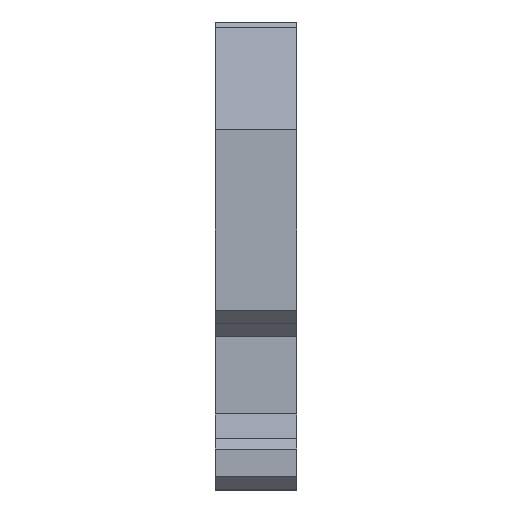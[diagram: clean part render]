
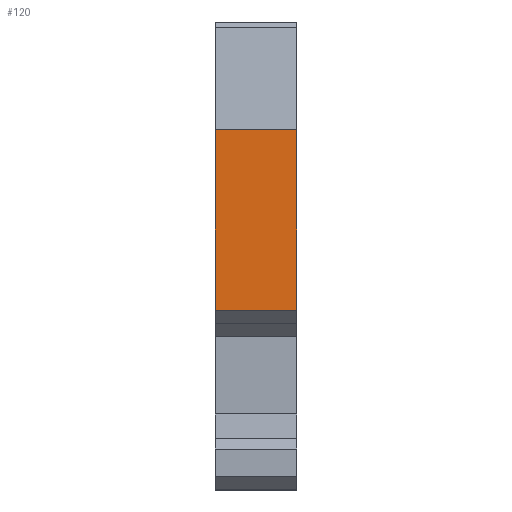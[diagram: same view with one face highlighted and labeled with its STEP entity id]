
A CAD part, left-side view. The second image highlights one B-rep face of the part: STEP entity #120.
In plain terms, the highlighted free-form (B-spline) face has degree [1, 1] with [2, 2] control points.
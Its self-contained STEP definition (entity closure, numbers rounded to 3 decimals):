
#20=CARTESIAN_POINT('',(172.,-2.755,17.861));
#21=CARTESIAN_POINT('',(172.,3.445,17.861));
#22=CARTESIAN_POINT('',(172.,-2.755,-7.025));
#23=CARTESIAN_POINT('',(172.,3.445,-7.025));
#24=B_SPLINE_SURFACE_WITH_KNOTS('',1,1,((#20,#21),(#22,#23)),.PLANE_SURF.,.F.,.F.,.U.,(2,2),(2,2),(-0.724,1.),(0.,1.),.UNSPECIFIED.);
#25=CARTESIAN_POINT('',(172.,-2.755,-7.025));
#26=VERTEX_POINT('',#25);
#27=CARTESIAN_POINT('',(172.,3.445,-7.025));
#28=VERTEX_POINT('',#27);
#29=CARTESIAN_POINT('',(172.,-2.755,-7.025));
#30=CARTESIAN_POINT('',(172.,3.445,-7.025));
#31=B_SPLINE_CURVE_WITH_KNOTS('',1,(#29,#30),.POLYLINE_FORM.,.F.,.U.,(2,2),(0.,1.),.UNSPECIFIED.);
#32=EDGE_CURVE('',#26,#28,#31,.T.);
#33=ORIENTED_EDGE('',*,*,#32,.T.);
#34=CARTESIAN_POINT('',(172.,3.445,6.625));
#35=VERTEX_POINT('',#34);
#36=CARTESIAN_POINT('',(172.,3.445,6.625));
#37=CARTESIAN_POINT('',(172.,3.445,-7.025));
#38=B_SPLINE_CURVE_WITH_KNOTS('',1,(#36,#37),.POLYLINE_FORM.,.F.,.U.,(2,2),(0.055,1.),.UNSPECIFIED.);
#39=EDGE_CURVE('',#35,#28,#38,.T.);
#40=ORIENTED_EDGE('',*,*,#39,.F.);
#41=CARTESIAN_POINT('',(172.,-2.755,6.625));
#42=VERTEX_POINT('',#41);
#43=CARTESIAN_POINT('',(172.,3.445,6.625));
#44=CARTESIAN_POINT('',(172.,-2.755,6.625));
#45=B_SPLINE_CURVE_WITH_KNOTS('',1,(#43,#44),.POLYLINE_FORM.,.F.,.U.,(2,2),(0.295,0.385),.UNSPECIFIED.);
#46=EDGE_CURVE('',#35,#42,#45,.T.);
#47=ORIENTED_EDGE('',*,*,#46,.T.);
#48=CARTESIAN_POINT('',(172.,-2.755,6.625));
#49=CARTESIAN_POINT('',(172.,-2.755,4.42));
#50=CARTESIAN_POINT('',(172.,-2.755,2.214));
#51=CARTESIAN_POINT('',(172.,-2.755,2.214));
#52=CARTESIAN_POINT('',(172.,-2.755,2.214));
#53=CARTESIAN_POINT('',(172.,-2.755,1.74));
#54=CARTESIAN_POINT('',(172.,-2.755,1.267));
#55=CARTESIAN_POINT('',(172.,-2.755,1.266));
#56=CARTESIAN_POINT('',(172.,-2.755,1.266));
#57=CARTESIAN_POINT('',(172.,-2.755,1.232));
#58=CARTESIAN_POINT('',(172.,-2.755,1.199));
#59=CARTESIAN_POINT('',(172.,-2.755,1.198));
#60=CARTESIAN_POINT('',(172.,-2.755,1.198));
#61=CARTESIAN_POINT('',(172.,-2.755,0.732));
#62=CARTESIAN_POINT('',(172.,-2.755,0.267));
#63=CARTESIAN_POINT('',(172.,-2.755,0.266));
#64=CARTESIAN_POINT('',(172.,-2.755,0.266));
#65=CARTESIAN_POINT('',(172.,-2.755,0.232));
#66=CARTESIAN_POINT('',(172.,-2.755,0.199));
#67=CARTESIAN_POINT('',(172.,-2.755,0.198));
#68=CARTESIAN_POINT('',(172.,-2.755,0.198));
#69=CARTESIAN_POINT('',(172.,-2.755,-0.268));
#70=CARTESIAN_POINT('',(172.,-2.755,-0.733));
#71=CARTESIAN_POINT('',(172.,-2.755,-0.734));
#72=CARTESIAN_POINT('',(172.,-2.755,-0.734));
#73=CARTESIAN_POINT('',(172.,-2.755,-0.768));
#74=CARTESIAN_POINT('',(172.,-2.755,-0.801));
#75=CARTESIAN_POINT('',(172.,-2.755,-0.801));
#76=CARTESIAN_POINT('',(172.,-2.755,-0.802));
#77=CARTESIAN_POINT('',(172.,-2.755,-1.267));
#78=CARTESIAN_POINT('',(172.,-2.755,-1.733));
#79=CARTESIAN_POINT('',(172.,-2.755,-1.734));
#80=CARTESIAN_POINT('',(172.,-2.755,-1.734));
#81=CARTESIAN_POINT('',(172.,-2.755,-1.768));
#82=CARTESIAN_POINT('',(172.,-2.755,-1.801));
#83=CARTESIAN_POINT('',(172.,-2.755,-1.802));
#84=CARTESIAN_POINT('',(172.,-2.755,-1.802));
#85=CARTESIAN_POINT('',(172.,-2.755,-2.268));
#86=CARTESIAN_POINT('',(172.,-2.755,-2.733));
#87=CARTESIAN_POINT('',(172.,-2.755,-2.734));
#88=CARTESIAN_POINT('',(172.,-2.755,-2.734));
#89=CARTESIAN_POINT('',(172.,-2.755,-2.768));
#90=CARTESIAN_POINT('',(172.,-2.755,-2.801));
#91=CARTESIAN_POINT('',(172.,-2.755,-2.802));
#92=CARTESIAN_POINT('',(172.,-2.755,-2.802));
#93=CARTESIAN_POINT('',(172.,-2.755,-3.268));
#94=CARTESIAN_POINT('',(172.,-2.755,-3.733));
#95=CARTESIAN_POINT('',(172.,-2.755,-3.734));
#96=CARTESIAN_POINT('',(172.,-2.755,-3.734));
#97=CARTESIAN_POINT('',(172.,-2.755,-3.768));
#98=CARTESIAN_POINT('',(172.,-2.755,-3.801));
#99=CARTESIAN_POINT('',(172.,-2.755,-3.801));
#100=CARTESIAN_POINT('',(172.,-2.755,-3.802));
#101=CARTESIAN_POINT('',(172.,-2.755,-4.268));
#102=CARTESIAN_POINT('',(172.,-2.755,-4.733));
#103=CARTESIAN_POINT('',(172.,-2.755,-4.734));
#104=CARTESIAN_POINT('',(172.,-2.755,-4.734));
#105=CARTESIAN_POINT('',(172.,-2.755,-4.768));
#106=CARTESIAN_POINT('',(172.,-2.755,-4.801));
#107=CARTESIAN_POINT('',(172.,-2.755,-4.802));
#108=CARTESIAN_POINT('',(172.,-2.755,-4.802));
#109=CARTESIAN_POINT('',(172.,-2.755,-5.268));
#110=CARTESIAN_POINT('',(172.,-2.755,-5.733));
#111=CARTESIAN_POINT('',(172.,-2.755,-5.734));
#112=CARTESIAN_POINT('',(172.,-2.755,-5.734));
#113=CARTESIAN_POINT('',(172.,-2.755,-6.38));
#114=CARTESIAN_POINT('',(172.,-2.755,-7.025));
#115=(BOUNDED_CURVE()B_SPLINE_CURVE(2,(#48,#49,#50,#51,#52,#53,#54,#55,#56,#57,#58,#59,#60,#61,#62,#63,#64,#65,#66,#67,#68,#69,#70,#71,#72,#73,#74,#75,#76,#77,#78,#79,#80,#81,#82,#83,#84,#85,#86,#87,#88,#89,#90,#91,#92,#93,#94,#95,#96,#97,#98,#99,#100,#101,#102,#103,#104,#105,#106,#107,#108,#109,#110,#111,#112,#113,#114),.UNSPECIFIED.,.F.,.U.)B_SPLINE_CURVE_WITH_KNOTS((3,2,2,2,2,2,2,2,2,2,2,2,2,2,2,2,2,2,2,2,2,2,2,2,2,2,2,2,2,2,2,2,2,3),(0.152,1.,1.,1.182,1.182,1.195,1.195,1.374,1.375,1.387,1.388,1.567,1.567,1.58,1.58,1.759,1.759,1.772,1.772,1.951,1.951,1.964,1.964,2.143,2.143,2.156,2.156,2.335,2.335,2.348,2.348,2.527,2.528,2.776),.UNSPECIFIED.)CURVE()GEOMETRIC_REPRESENTATION_ITEM()RATIONAL_B_SPLINE_CURVE((1.,1.,1.,1.,0.999,0.999,0.999,1.,1.,1.,1.,1.,0.999,0.999,0.999,1.,1.,1.,1.,1.,0.999,0.999,0.999,0.999,1.,1.,1.,1.,0.999,0.999,0.999,1.,1.,1.,1.,1.,0.999,0.999,0.999,1.,1.,1.,1.,1.,0.999,0.999,0.999,0.999,1.,1.,1.,0.999,0.999,0.999,0.999,0.999,1.,1.,1.,0.999,0.999,0.999,0.999,0.999,1.,1.,1.))REPRESENTATION_ITEM(''));
#116=EDGE_CURVE('',#42,#26,#115,.T.);
#117=ORIENTED_EDGE('',*,*,#116,.T.);
#118=EDGE_LOOP('',(#33,#40,#47,#117));
#119=FACE_OUTER_BOUND('',#118,.F.);
#120=ADVANCED_FACE('',(#119),#24,.F.);
